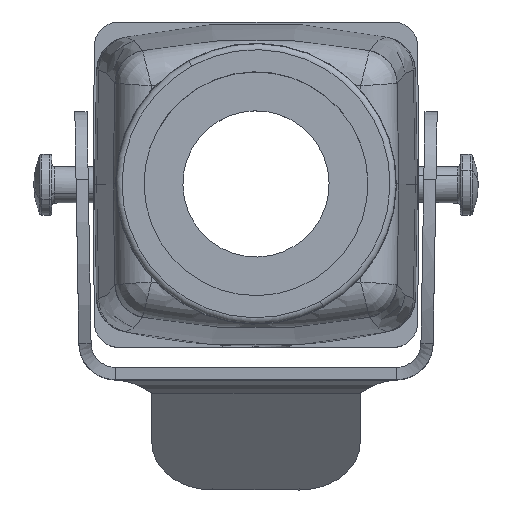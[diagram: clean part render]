
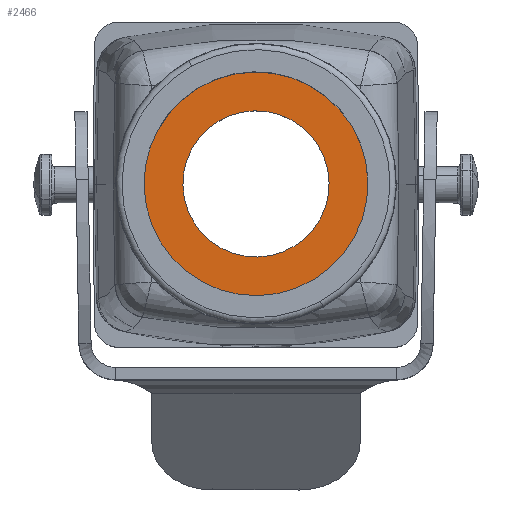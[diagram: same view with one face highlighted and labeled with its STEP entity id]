
A CAD part, top view. The second image highlights one B-rep face of the part: STEP entity #2466.
In plain terms, the highlighted planar face has unit normal (0, 0, 1).
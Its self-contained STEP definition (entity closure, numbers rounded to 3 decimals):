
#2313=AXIS2_PLACEMENT_3D('Circle Axis2P3D',#2311,#2312,$) ;
#2348=AXIS2_PLACEMENT_3D('Circle Axis2P3D',#2346,#2347,$) ;
#2442=AXIS2_PLACEMENT_3D('Plane Axis2P3D',#2439,#2440,#2441) ;
#2446=AXIS2_PLACEMENT_3D('Circle Axis2P3D',#2444,#2445,$) ;
#2455=AXIS2_PLACEMENT_3D('Circle Axis2P3D',#2453,#2454,$) ;
#2311=CARTESIAN_POINT('Axis2P3D Location',(18.25,25.,68.417)) ;
#2315=CARTESIAN_POINT('Vertex',(15.373,19.735,68.417)) ;
#2317=CARTESIAN_POINT('Vertex',(21.127,30.265,68.417)) ;
#2346=CARTESIAN_POINT('Axis2P3D Location',(18.25,25.,68.417)) ;
#2439=CARTESIAN_POINT('Axis2P3D Location',(18.25,25.,68.417)) ;
#2444=CARTESIAN_POINT('Axis2P3D Location',(18.25,25.,68.417)) ;
#2448=CARTESIAN_POINT('Vertex',(13.845,16.937,68.417)) ;
#2450=CARTESIAN_POINT('Vertex',(22.655,33.063,68.417)) ;
#2453=CARTESIAN_POINT('Axis2P3D Location',(18.25,25.,68.417)) ;
#2312=DIRECTION('Axis2P3D Direction',(0.,0.,-1.)) ;
#2347=DIRECTION('Axis2P3D Direction',(0.,0.,-1.)) ;
#2440=DIRECTION('Axis2P3D Direction',(0.,0.,-1.)) ;
#2441=DIRECTION('Axis2P3D XDirection',(0.,1.,0.)) ;
#2445=DIRECTION('Axis2P3D Direction',(0.,0.,-1.)) ;
#2454=DIRECTION('Axis2P3D Direction',(0.,0.,-1.)) ;
#2459=ORIENTED_EDGE('',*,*,#2452,.F.) ;
#2460=ORIENTED_EDGE('',*,*,#2457,.F.) ;
#2463=ORIENTED_EDGE('',*,*,#2319,.T.) ;
#2464=ORIENTED_EDGE('',*,*,#2350,.T.) ;
#2465=FACE_BOUND('',#2462,.T.) ;
#2466=ADVANCED_FACE('Hauptk\X2\00F6\X0\rper',(#2461,#2465),#2443,.F.) ;
#2314=CIRCLE('generated circle',#2313,6.) ;
#2349=CIRCLE('generated circle',#2348,6.) ;
#2447=CIRCLE('generated circle',#2446,9.188) ;
#2456=CIRCLE('generated circle',#2455,9.188) ;
#2319=EDGE_CURVE('',#2316,#2318,#2314,.T.) ;
#2350=EDGE_CURVE('',#2318,#2316,#2349,.T.) ;
#2452=EDGE_CURVE('',#2449,#2451,#2447,.T.) ;
#2457=EDGE_CURVE('',#2451,#2449,#2456,.T.) ;
#2458=EDGE_LOOP('',(#2459,#2460)) ;
#2462=EDGE_LOOP('',(#2463,#2464)) ;
#2461=FACE_OUTER_BOUND('',#2458,.T.) ;
#2443=PLANE('',#2442) ;
#2316=VERTEX_POINT('',#2315) ;
#2318=VERTEX_POINT('',#2317) ;
#2449=VERTEX_POINT('',#2448) ;
#2451=VERTEX_POINT('',#2450) ;
